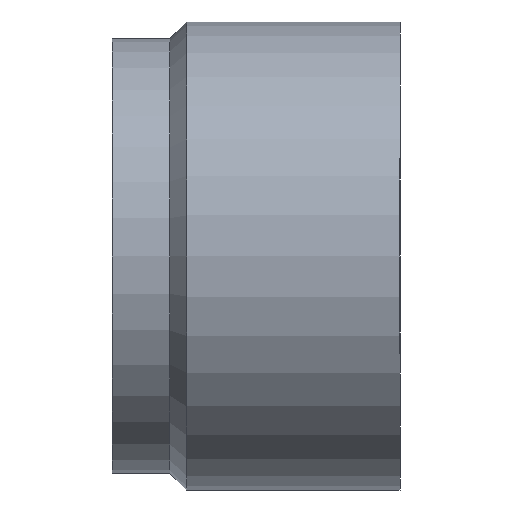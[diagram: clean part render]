
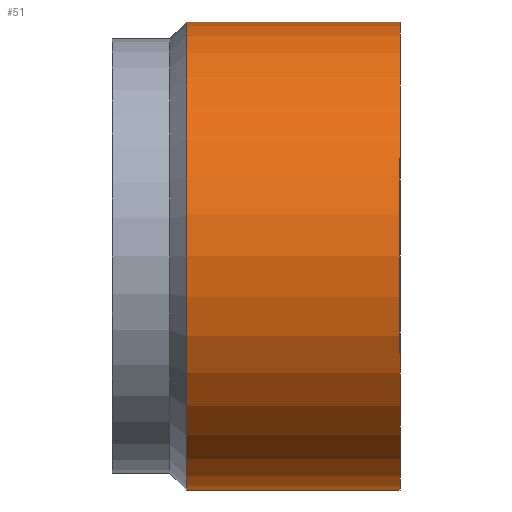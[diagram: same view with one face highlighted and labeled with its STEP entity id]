
A CAD part, left-side view. The second image highlights one B-rep face of the part: STEP entity #51.
In plain terms, the highlighted cylindrical face has radius 32.5 mm (diameter 65 mm), a partial arc.
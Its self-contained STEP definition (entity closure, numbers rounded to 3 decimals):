
#51 = ADVANCED_FACE ( 'NONE', ( #224 ), #222, .T. ) ;
#64 = EDGE_CURVE ( 'NONE', #152, #173, #244, .T. ) ;
#75 = ORIENTED_EDGE ( 'NONE', *, *, #154, .F. ) ;
#76 = ORIENTED_EDGE ( 'NONE', *, *, #64, .T. ) ;
#77 = ORIENTED_EDGE ( 'NONE', *, *, #195, .T. ) ;
#78 = ORIENTED_EDGE ( 'NONE', *, *, #80, .F. ) ;
#80 = EDGE_CURVE ( 'NONE', #155, #194, #282, .T. ) ;
#102 = EDGE_LOOP ( 'NONE', ( #75, #76, #77, #78 ) ) ;
#152 = VERTEX_POINT ( 'NONE', #356 ) ;
#154 = EDGE_CURVE ( 'NONE', #152, #155, #354, .T. ) ;
#155 = VERTEX_POINT ( 'NONE', #370 ) ;
#173 = VERTEX_POINT ( 'NONE', #422 ) ;
#194 = VERTEX_POINT ( 'NONE', #409 ) ;
#195 = EDGE_CURVE ( 'NONE', #173, #194, #387, .T. ) ;
#215 = DIRECTION ( 'NONE',  ( 0., 0., -1. ) ) ;
#217 = DIRECTION ( 'NONE',  ( 0., -1., 0. ) ) ;
#218 = CARTESIAN_POINT ( 'NONE',  ( 0., 0., 0. ) ) ;
#221 = AXIS2_PLACEMENT_3D ( 'NONE', #218, #217, #215 ) ;
#222 = CYLINDRICAL_SURFACE ( 'NONE', #221, 32.5 ) ;
#224 = FACE_OUTER_BOUND ( 'NONE', #102, .T. ) ;
#242 = CARTESIAN_POINT ( 'NONE',  ( 0., 29.65, 0. ) ) ;
#243 = AXIS2_PLACEMENT_3D ( 'NONE', #242, #254, #253 ) ;
#244 = CIRCLE ( 'NONE', #243, 32.5 ) ;
#253 = DIRECTION ( 'NONE',  ( 0., 0., -1. ) ) ;
#254 = DIRECTION ( 'NONE',  ( 0., -1., 0. ) ) ;
#260 = DIRECTION ( 'NONE',  ( 0., -1., 0. ) ) ;
#261 = DIRECTION ( 'NONE',  ( 0., 0., -1. ) ) ;
#270 = CARTESIAN_POINT ( 'NONE',  ( 0., 0., 0. ) ) ;
#282 = CIRCLE ( 'NONE', #286, 32.5 ) ;
#286 = AXIS2_PLACEMENT_3D ( 'NONE', #270, #260, #261 ) ;
#353 = CARTESIAN_POINT ( 'NONE',  ( 0., 0., 32.5 ) ) ;
#354 = LINE ( 'NONE', #353, #364 ) ;
#356 = CARTESIAN_POINT ( 'NONE',  ( 0., 29.65, 32.5 ) ) ;
#364 = VECTOR ( 'NONE', #376, 1000. ) ;
#370 = CARTESIAN_POINT ( 'NONE',  ( 0., 0., 32.5 ) ) ;
#376 = DIRECTION ( 'NONE',  ( 0., -1., 0. ) ) ;
#384 = DIRECTION ( 'NONE',  ( 0., -1., 0. ) ) ;
#385 = VECTOR ( 'NONE', #384, 1000. ) ;
#386 = CARTESIAN_POINT ( 'NONE',  ( 0., 0., -32.5 ) ) ;
#387 = LINE ( 'NONE', #386, #385 ) ;
#409 = CARTESIAN_POINT ( 'NONE',  ( 0., 0., -32.5 ) ) ;
#422 = CARTESIAN_POINT ( 'NONE',  ( 0., 29.65, -32.5 ) ) ;
